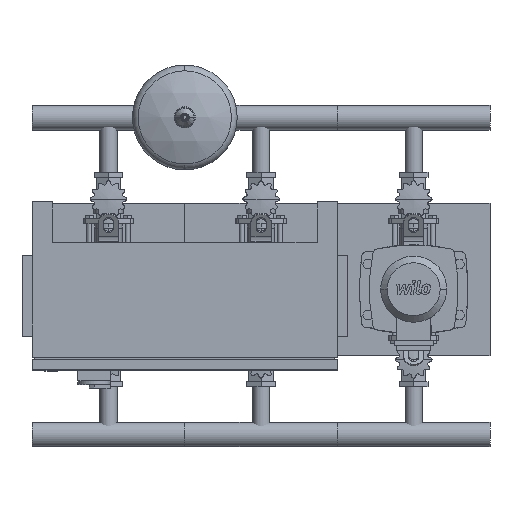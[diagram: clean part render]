
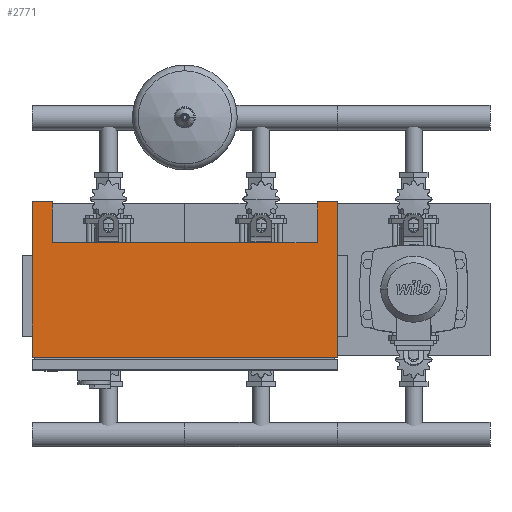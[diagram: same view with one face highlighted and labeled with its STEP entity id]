
A CAD part, top view. The second image highlights one B-rep face of the part: STEP entity #2771.
In plain terms, the highlighted planar face has unit normal (0, 0, 1).
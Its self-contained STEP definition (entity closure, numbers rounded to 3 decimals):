
#1419=CARTESIAN_POINT('',(560.0,150.0,1670.0));
#1420=VERTEX_POINT('',#1419);
#1421=CARTESIAN_POINT('',(600.0,150.0,1670.0));
#1422=VERTEX_POINT('',#1421);
#1423=CARTESIAN_POINT('',(560.0,150.0,1670.0));
#1424=DIRECTION('',(1.0,0.0,0.0));
#1425=VECTOR('',#1424,40.0);
#1426=LINE('',#1423,#1425);
#1427=EDGE_CURVE('',#1420,#1422,#1426,.T.);
#1481=CARTESIAN_POINT('',(560.0,70.0,1670.0));
#1482=VERTEX_POINT('',#1481);
#1489=CARTESIAN_POINT('',(560.0,150.0,1670.0));
#1490=DIRECTION('',(0.0,-1.0,0.0));
#1491=VECTOR('',#1490,80.0);
#1492=LINE('',#1489,#1491);
#1493=EDGE_CURVE('',#1420,#1482,#1492,.T.);
#1516=CARTESIAN_POINT('',(0.,150.0,1670.0));
#1517=VERTEX_POINT('',#1516);
#1524=CARTESIAN_POINT('',(40.,150.0,1670.0));
#1525=VERTEX_POINT('',#1524);
#1526=CARTESIAN_POINT('',(40.,150.0,1670.0));
#1527=DIRECTION('',(-1.0,0.0,0.0));
#1528=VECTOR('',#1527,40.0);
#1529=LINE('',#1526,#1528);
#1530=EDGE_CURVE('',#1525,#1517,#1529,.T.);
#1593=CARTESIAN_POINT('',(40.,70.0,1670.0));
#1594=VERTEX_POINT('',#1593);
#1595=CARTESIAN_POINT('',(40.,150.0,1670.0));
#1596=DIRECTION('',(0.0,-1.0,0.0));
#1597=VECTOR('',#1596,80.0);
#1598=LINE('',#1595,#1597);
#1599=EDGE_CURVE('',#1525,#1594,#1598,.T.);
#1641=CARTESIAN_POINT('',(560.0,70.0,1670.0));
#1642=DIRECTION('',(-1.0,0.0,0.0));
#1643=VECTOR('',#1642,520.0);
#1644=LINE('',#1641,#1643);
#1645=EDGE_CURVE('',#1482,#1594,#1644,.T.);
#2705=CARTESIAN_POINT('',(600.0,-155.0,1670.0));
#2706=VERTEX_POINT('',#2705);
#2715=CARTESIAN_POINT('',(0.,-155.0,1670.0));
#2716=VERTEX_POINT('',#2715);
#2717=CARTESIAN_POINT('',(0.,-155.0,1670.0));
#2718=DIRECTION('',(1.0,0.0,0.0));
#2719=VECTOR('',#2718,600.0);
#2720=LINE('',#2717,#2719);
#2721=EDGE_CURVE('',#2716,#2706,#2720,.T.);
#2746=CARTESIAN_POINT('',(0.,70.0,1670.0));
#2747=DIRECTION('',(0.0,0.0,1.0));
#2748=DIRECTION('',(0.0,-1.0,0.0));
#2749=AXIS2_PLACEMENT_3D('',#2746,#2747,#2748);
#2750=PLANE('',#2749);
#2751=ORIENTED_EDGE('',*,*,#2721,.T.);
#2752=CARTESIAN_POINT('',(600.0,150.0,1670.0));
#2753=DIRECTION('',(0.0,-1.0,0.0));
#2754=VECTOR('',#2753,305.0);
#2755=LINE('',#2752,#2754);
#2756=EDGE_CURVE('',#1422,#2706,#2755,.T.);
#2757=ORIENTED_EDGE('',*,*,#2756,.F.);
#2758=ORIENTED_EDGE('',*,*,#1427,.F.);
#2759=ORIENTED_EDGE('',*,*,#1493,.T.);
#2760=ORIENTED_EDGE('',*,*,#1645,.T.);
#2761=ORIENTED_EDGE('',*,*,#1599,.F.);
#2762=ORIENTED_EDGE('',*,*,#1530,.T.);
#2763=CARTESIAN_POINT('',(0.,150.0,1670.0));
#2764=DIRECTION('',(0.0,-1.0,0.0));
#2765=VECTOR('',#2764,305.0);
#2766=LINE('',#2763,#2765);
#2767=EDGE_CURVE('',#1517,#2716,#2766,.T.);
#2768=ORIENTED_EDGE('',*,*,#2767,.T.);
#2769=EDGE_LOOP('',(#2751,#2757,#2758,#2759,#2760,#2761,#2762,#2768));
#2770=FACE_OUTER_BOUND('',#2769,.T.);
#2771=ADVANCED_FACE('',(#2770),#2750,.T.);
